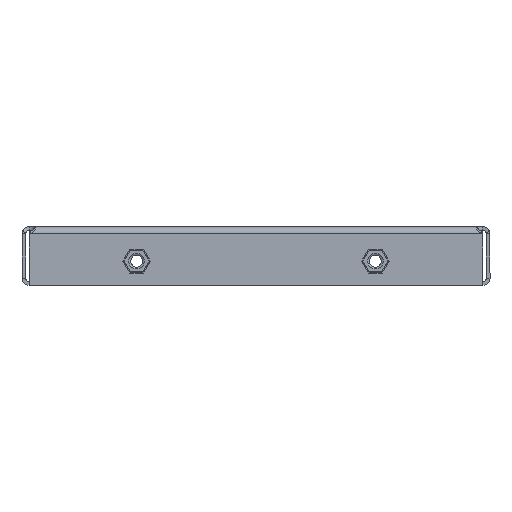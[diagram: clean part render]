
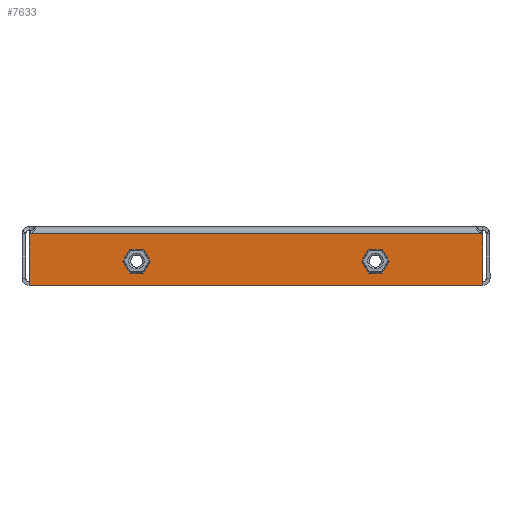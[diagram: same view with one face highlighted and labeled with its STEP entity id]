
A CAD part, left-side view. The second image highlights one B-rep face of the part: STEP entity #7633.
In plain terms, the highlighted planar face has unit normal (-1, 0, 0).
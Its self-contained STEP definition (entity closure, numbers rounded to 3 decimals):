
#168 = CARTESIAN_POINT ( 'NONE',  ( -303.8, -47.344, -19. ) ) ;
#317 = VERTEX_POINT ( 'NONE', #22340 ) ;
#763 = CARTESIAN_POINT ( 'NONE',  ( -303.8, 0., -19. ) ) ;
#827 = LINE ( 'NONE', #23786, #40931 ) ;
#879 = CARTESIAN_POINT ( 'NONE',  ( -303.8, -52.656, -9.8 ) ) ;
#1143 = EDGE_CURVE ( 'NONE', #37693, #5065, #29038, .T. ) ;
#2108 = ORIENTED_EDGE ( 'NONE', *, *, #26560, .T. ) ;
#2357 = DIRECTION ( 'NONE',  ( 0., -1., 0. ) ) ;
#3430 = LINE ( 'NONE', #23183, #36401 ) ;
#3533 = VECTOR ( 'NONE', #20142, 1000. ) ;
#3588 = VECTOR ( 'NONE', #2357, 1000. ) ;
#3862 = DIRECTION ( 'NONE',  ( 0., 0.5, -0.866 ) ) ;
#4014 = EDGE_CURVE ( 'NONE', #317, #14787, #28062, .T. ) ;
#4648 = CARTESIAN_POINT ( 'NONE',  ( -303.8, 52.656, -9.8 ) ) ;
#5065 = VERTEX_POINT ( 'NONE', #16826 ) ;
#5073 = CARTESIAN_POINT ( 'NONE',  ( -303.8, -95., 0. ) ) ;
#6496 = ORIENTED_EDGE ( 'NONE', *, *, #11620, .F. ) ;
#6585 = LINE ( 'NONE', #19966, #37330 ) ;
#6612 = DIRECTION ( 'NONE',  ( 0., -1., 0. ) ) ;
#6722 = LINE ( 'NONE', #10531, #39614 ) ;
#7429 = CARTESIAN_POINT ( 'NONE',  ( -303.8, 95., 0. ) ) ;
#7633 = ADVANCED_FACE ( 'NONE', ( #14080, #26415, #32983 ), #11106, .F. ) ;
#8345 = LINE ( 'NONE', #763, #18321 ) ;
#9545 = CARTESIAN_POINT ( 'NONE',  ( -303.8, -27.281, 15.751 ) ) ;
#9902 = CARTESIAN_POINT ( 'NONE',  ( -303.8, -47.719, -27.551 ) ) ;
#10381 = DIRECTION ( 'NONE',  ( 0., 1., 0. ) ) ;
#10499 = ORIENTED_EDGE ( 'NONE', *, *, #35742, .T. ) ;
#10531 = CARTESIAN_POINT ( 'NONE',  ( -303.8, -95., -3. ) ) ;
#10643 = LINE ( 'NONE', #36784, #18844 ) ;
#10696 = CARTESIAN_POINT ( 'NONE',  ( -303.8, -95., -24.5 ) ) ;
#10734 = EDGE_CURVE ( 'NONE', #38899, #18582, #22335, .T. ) ;
#11106 = PLANE ( 'NONE',  #39838 ) ;
#11444 = VERTEX_POINT ( 'NONE', #4648 ) ;
#11620 = EDGE_CURVE ( 'NONE', #18991, #29281, #6722, .T. ) ;
#12320 = CARTESIAN_POINT ( 'NONE',  ( -303.8, 0., -24.5 ) ) ;
#13938 = DIRECTION ( 'NONE',  ( 0., 1., 0. ) ) ;
#14080 = FACE_BOUND ( 'NONE', #14548, .T. ) ;
#14101 = CARTESIAN_POINT ( 'NONE',  ( -303.8, -55.312, -14.4 ) ) ;
#14548 = EDGE_LOOP ( 'NONE', ( #17702, #30015, #37491, #39640, #37713, #10499 ) ) ;
#14787 = VERTEX_POINT ( 'NONE', #10696 ) ;
#15183 = EDGE_CURVE ( 'NONE', #16268, #30054, #10643, .T. ) ;
#15716 = DIRECTION ( 'NONE',  ( 0., -1., 0. ) ) ;
#15787 = VECTOR ( 'NONE', #6612, 1000. ) ;
#15903 = CARTESIAN_POINT ( 'NONE',  ( -303.8, 52.656, -19. ) ) ;
#16105 = LINE ( 'NONE', #35435, #3533 ) ;
#16120 = VERTEX_POINT ( 'NONE', #31696 ) ;
#16268 = VERTEX_POINT ( 'NONE', #31904 ) ;
#16826 = CARTESIAN_POINT ( 'NONE',  ( -303.8, -52.656, -19. ) ) ;
#17027 = CARTESIAN_POINT ( 'NONE',  ( -303.8, -39.752, -22.951 ) ) ;
#17702 = ORIENTED_EDGE ( 'NONE', *, *, #15183, .T. ) ;
#17820 = LINE ( 'NONE', #7429, #38126 ) ;
#18040 = ORIENTED_EDGE ( 'NONE', *, *, #30161, .T. ) ;
#18104 = ORIENTED_EDGE ( 'NONE', *, *, #1143, .T. ) ;
#18321 = VECTOR ( 'NONE', #13938, 1000. ) ;
#18582 = VERTEX_POINT ( 'NONE', #879 ) ;
#18844 = VECTOR ( 'NONE', #3862, 1000. ) ;
#18973 = VERTEX_POINT ( 'NONE', #26129 ) ;
#18991 = VERTEX_POINT ( 'NONE', #19522 ) ;
#19522 = CARTESIAN_POINT ( 'NONE',  ( -303.8, 95., -3. ) ) ;
#19895 = DIRECTION ( 'NONE',  ( 0., 0.5, -0.866 ) ) ;
#19919 = EDGE_LOOP ( 'NONE', ( #6496, #26694, #36613, #28194 ) ) ;
#19966 = CARTESIAN_POINT ( 'NONE',  ( -303.8, -35.248, 20.351 ) ) ;
#20142 = DIRECTION ( 'NONE',  ( 0., -0.5, -0.866 ) ) ;
#20336 = EDGE_CURVE ( 'NONE', #18991, #317, #17820, .T. ) ;
#20385 = DIRECTION ( 'NONE',  ( 0., 0., -1. ) ) ;
#20449 = VERTEX_POINT ( 'NONE', #35001 ) ;
#20463 = DIRECTION ( 'NONE',  ( 0., 0., -1. ) ) ;
#20553 = LINE ( 'NONE', #33497, #31035 ) ;
#21210 = LINE ( 'NONE', #5073, #35056 ) ;
#22019 = EDGE_LOOP ( 'NONE', ( #2108, #23702, #18040, #39731, #25158, #18104 ) ) ;
#22199 = EDGE_CURVE ( 'NONE', #18582, #37693, #6585, .T. ) ;
#22335 = LINE ( 'NONE', #35698, #15787 ) ;
#22340 = CARTESIAN_POINT ( 'NONE',  ( -303.8, 95., -24.5 ) ) ;
#22795 = EDGE_CURVE ( 'NONE', #20449, #11444, #20553, .T. ) ;
#23183 = CARTESIAN_POINT ( 'NONE',  ( -303.8, 47.719, -27.551 ) ) ;
#23414 = CARTESIAN_POINT ( 'NONE',  ( -303.8, 47.344, -19. ) ) ;
#23504 = DIRECTION ( 'NONE',  ( 0., -1., 0. ) ) ;
#23702 = ORIENTED_EDGE ( 'NONE', *, *, #30504, .T. ) ;
#23786 = CARTESIAN_POINT ( 'NONE',  ( -303.8, 0., -19. ) ) ;
#24684 = CARTESIAN_POINT ( 'NONE',  ( -303.8, 0., -9.8 ) ) ;
#24715 = VECTOR ( 'NONE', #38880, 1000. ) ;
#25158 = ORIENTED_EDGE ( 'NONE', *, *, #22199, .T. ) ;
#25753 = DIRECTION ( 'NONE',  ( 0., 0.5, 0.866 ) ) ;
#25828 = VECTOR ( 'NONE', #15716, 1000. ) ;
#26129 = CARTESIAN_POINT ( 'NONE',  ( -303.8, 47.344, -9.8 ) ) ;
#26415 = FACE_BOUND ( 'NONE', #22019, .T. ) ;
#26560 = EDGE_CURVE ( 'NONE', #5065, #33466, #8345, .T. ) ;
#26694 = ORIENTED_EDGE ( 'NONE', *, *, #20336, .T. ) ;
#26849 = DIRECTION ( 'NONE',  ( 1., 0., 0. ) ) ;
#27448 = EDGE_CURVE ( 'NONE', #14787, #29281, #21210, .T. ) ;
#28062 = LINE ( 'NONE', #12320, #3588 ) ;
#28194 = ORIENTED_EDGE ( 'NONE', *, *, #27448, .T. ) ;
#28500 = EDGE_CURVE ( 'NONE', #30054, #36816, #827, .T. ) ;
#29038 = LINE ( 'NONE', #9902, #33626 ) ;
#29281 = VERTEX_POINT ( 'NONE', #34533 ) ;
#30015 = ORIENTED_EDGE ( 'NONE', *, *, #28500, .T. ) ;
#30054 = VERTEX_POINT ( 'NONE', #23414 ) ;
#30161 = EDGE_CURVE ( 'NONE', #16120, #38899, #33173, .T. ) ;
#30504 = EDGE_CURVE ( 'NONE', #33466, #16120, #35884, .T. ) ;
#30559 = DIRECTION ( 'NONE',  ( 0., 0., 1. ) ) ;
#31035 = VECTOR ( 'NONE', #33716, 1000. ) ;
#31696 = CARTESIAN_POINT ( 'NONE',  ( -303.8, -44.688, -14.4 ) ) ;
#31904 = CARTESIAN_POINT ( 'NONE',  ( -303.8, 44.688, -14.4 ) ) ;
#32741 = DIRECTION ( 'NONE',  ( 0., -0.5, 0.866 ) ) ;
#32983 = FACE_OUTER_BOUND ( 'NONE', #19919, .T. ) ;
#33173 = LINE ( 'NONE', #17027, #36874 ) ;
#33466 = VERTEX_POINT ( 'NONE', #168 ) ;
#33497 = CARTESIAN_POINT ( 'NONE',  ( -303.8, 35.248, 20.351 ) ) ;
#33626 = VECTOR ( 'NONE', #19895, 1000. ) ;
#33716 = DIRECTION ( 'NONE',  ( 0., -0.5, 0.866 ) ) ;
#34023 = EDGE_CURVE ( 'NONE', #11444, #18973, #35058, .T. ) ;
#34533 = CARTESIAN_POINT ( 'NONE',  ( -303.8, -95., -3. ) ) ;
#35001 = CARTESIAN_POINT ( 'NONE',  ( -303.8, 55.312, -14.4 ) ) ;
#35056 = VECTOR ( 'NONE', #30559, 1000. ) ;
#35058 = LINE ( 'NONE', #24684, #25828 ) ;
#35435 = CARTESIAN_POINT ( 'NONE',  ( -303.8, 39.752, -22.951 ) ) ;
#35698 = CARTESIAN_POINT ( 'NONE',  ( -303.8, 0., -9.8 ) ) ;
#35742 = EDGE_CURVE ( 'NONE', #18973, #16268, #16105, .T. ) ;
#35884 = LINE ( 'NONE', #9545, #24715 ) ;
#36394 = CARTESIAN_POINT ( 'NONE',  ( -303.8, 0., 0. ) ) ;
#36401 = VECTOR ( 'NONE', #25753, 1000. ) ;
#36613 = ORIENTED_EDGE ( 'NONE', *, *, #4014, .T. ) ;
#36784 = CARTESIAN_POINT ( 'NONE',  ( -303.8, 27.281, 15.751 ) ) ;
#36816 = VERTEX_POINT ( 'NONE', #15903 ) ;
#36874 = VECTOR ( 'NONE', #32741, 1000. ) ;
#37264 = CARTESIAN_POINT ( 'NONE',  ( -303.8, -47.344, -9.8 ) ) ;
#37330 = VECTOR ( 'NONE', #39510, 1000. ) ;
#37491 = ORIENTED_EDGE ( 'NONE', *, *, #41189, .T. ) ;
#37693 = VERTEX_POINT ( 'NONE', #14101 ) ;
#37713 = ORIENTED_EDGE ( 'NONE', *, *, #34023, .T. ) ;
#38126 = VECTOR ( 'NONE', #20385, 1000. ) ;
#38880 = DIRECTION ( 'NONE',  ( 0., 0.5, 0.866 ) ) ;
#38899 = VERTEX_POINT ( 'NONE', #37264 ) ;
#39510 = DIRECTION ( 'NONE',  ( 0., -0.5, -0.866 ) ) ;
#39614 = VECTOR ( 'NONE', #23504, 1000. ) ;
#39640 = ORIENTED_EDGE ( 'NONE', *, *, #22795, .T. ) ;
#39731 = ORIENTED_EDGE ( 'NONE', *, *, #10734, .T. ) ;
#39838 = AXIS2_PLACEMENT_3D ( 'NONE', #36394, #26849, #20463 ) ;
#40931 = VECTOR ( 'NONE', #10381, 1000. ) ;
#41189 = EDGE_CURVE ( 'NONE', #36816, #20449, #3430, .T. ) ;
